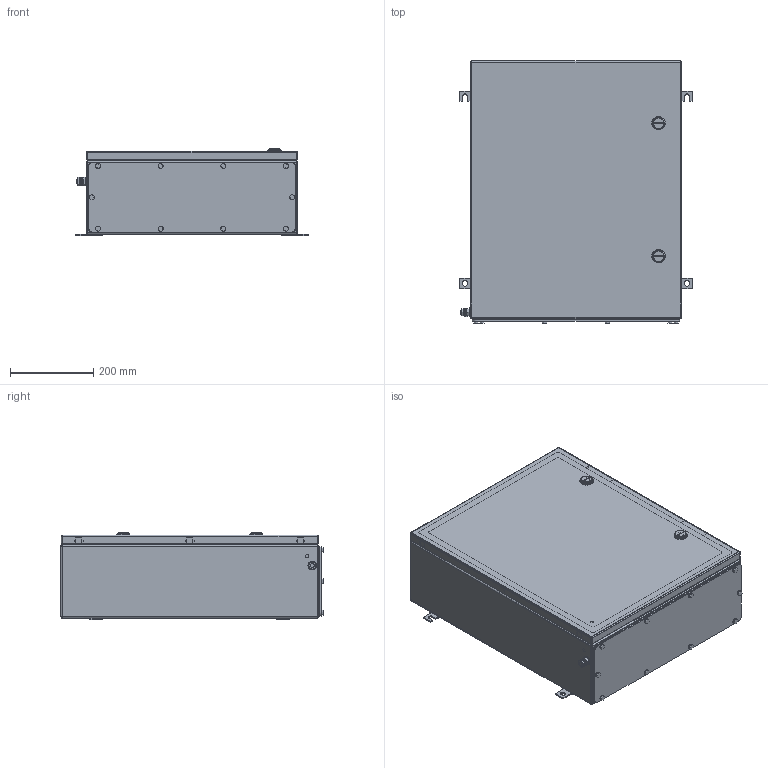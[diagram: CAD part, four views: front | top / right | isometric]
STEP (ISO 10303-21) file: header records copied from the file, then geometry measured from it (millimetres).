
FILE_DESCRIPTION(('CATIA V5 STEP Exchange','CAx-IF Rec.Pracs.--- Model Styling and Organization---1.4--- 2014-01-23'),'2;1');
FILE_NAME ('1530557-3_0_8000109912_8000109912_KTB_QL_625020_S4E1_LD.stp','2023-05-02T12:04:06+00:00',('none'),('Weidmueller'),'CATIA Version 5-6 Release 2016 SP3 HF44','CATIA V5 STEP AP214','none');
FILE_SCHEMA(('AUTOMOTIVE_DESIGN { 1 0 10303 214 1 1 1 1 }'));
Products named in the file (1): 8000109912 KTB QL 625020 S4E1
Bounding box: 559 x 631 x 209.8 mm (x, y, z)
Volume: 2180813 mm3; surface area: 2595564 mm2
Topology: 77 solids, 79 shells, 1657 faces, 3976 edges, 2526 vertices
Faces by surface type: cylinder 744, plane 717, cone 144, bspline 28, torus 16, sphere 8
Entity records: 53439 total; most frequent: CARTESIAN_POINT 16494, ORIENTED_EDGE 7816, DIRECTION 6527, EDGE_CURVE 3908, AXIS2_PLACEMENT_3D 2730, VERTEX_POINT 2526, VECTOR 2176, LINE 2176
